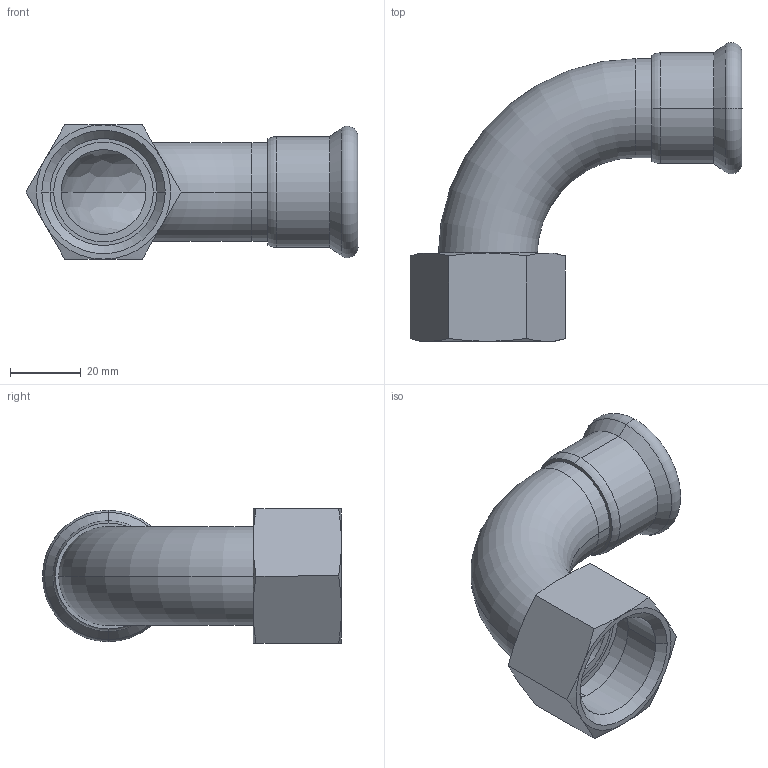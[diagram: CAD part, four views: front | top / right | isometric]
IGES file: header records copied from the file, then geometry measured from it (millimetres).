
Global section: file name: No Iges File Name specified; native system: Autodesk Inventor 2011; preprocessor: AutoDesk Inventor Iges Exporter R2011; author: bruh; date: 20110606.144931; units: millimetre
Bounding box: 93.94 x 84.6 x 38 mm (x, y, z)
Volume: 26469 mm3; surface area: 25244.1 mm2
Topology: 1 solids, 1 shells, 84 faces, 181 edges, 107 vertices
Faces by surface type: revolution 28, plane 19, cone 14, cylinder 9, torus 8, bspline 6
